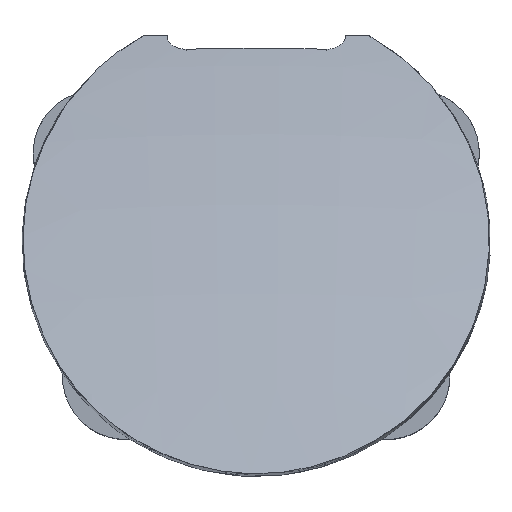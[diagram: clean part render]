
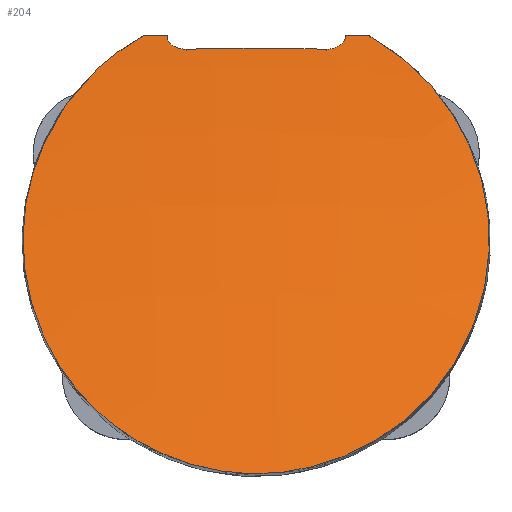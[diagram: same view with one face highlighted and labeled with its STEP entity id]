
A CAD part, top view. The second image highlights one B-rep face of the part: STEP entity #204.
In plain terms, the highlighted toroidal (fillet/blend) face has major radius 25.6 mm and minor radius 25 mm.
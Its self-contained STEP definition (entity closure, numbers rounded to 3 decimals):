
#49=TOROIDAL_SURFACE('',#1203,25.6,25.);
#93=CIRCLE('',#1199,45.833);
#204=ADVANCED_FACE('',(#283),#49,.T.);
#283=FACE_OUTER_BOUND('',#346,.T.);
#346=EDGE_LOOP('',(#657,#658,#659,#660,#661,#662,#663,#664));
#657=ORIENTED_EDGE('',*,*,#930,.F.);
#658=ORIENTED_EDGE('',*,*,#961,.F.);
#659=ORIENTED_EDGE('',*,*,#926,.F.);
#660=ORIENTED_EDGE('',*,*,#976,.F.);
#661=ORIENTED_EDGE('',*,*,#982,.T.);
#662=ORIENTED_EDGE('',*,*,#978,.T.);
#663=ORIENTED_EDGE('',*,*,#839,.T.);
#664=ORIENTED_EDGE('',*,*,#981,.F.);
#719=VERTEX_POINT('',#1838);
#720=VERTEX_POINT('',#1839);
#784=VERTEX_POINT('',#2375);
#785=VERTEX_POINT('',#2377);
#787=VERTEX_POINT('',#2385);
#789=VERTEX_POINT('',#2392);
#796=VERTEX_POINT('',#3100);
#797=VERTEX_POINT('',#3114);
#839=EDGE_CURVE('',#719,#720,#1013,.T.);
#926=EDGE_CURVE('',#785,#784,#1075,.T.);
#930=EDGE_CURVE('',#789,#787,#1077,.T.);
#961=EDGE_CURVE('',#784,#789,#1103,.T.);
#976=EDGE_CURVE('',#796,#785,#1116,.T.);
#978=EDGE_CURVE('',#797,#719,#93,.T.);
#981=EDGE_CURVE('',#787,#720,#1119,.T.);
#982=EDGE_CURVE('',#796,#797,#1120,.T.);
#1013=B_SPLINE_CURVE_WITH_KNOTS('',3,(#1822,#1823,#1824,#1825,#1826,#1827,
#1828,#1829,#1830,#1831,#1832,#1833,#1834,#1835,#1836,#1837),
 .UNSPECIFIED.,.F.,.F.,(4,3,3,3,3,4),(0.,0.17,0.338,
0.517,0.727,1.),.UNSPECIFIED.);
#1075=B_SPLINE_CURVE_WITH_KNOTS('',3,(#2378,#2379,#2380,#2381),
 .UNSPECIFIED.,.F.,.F.,(4,4),(0.,1.),.UNSPECIFIED.);
#1077=B_SPLINE_CURVE_WITH_KNOTS('',3,(#2393,#2394,#2395,#2396),
 .UNSPECIFIED.,.F.,.F.,(4,4),(0.,1.),.UNSPECIFIED.);
#1103=B_SPLINE_CURVE_WITH_KNOTS('',3,(#2750,#2751,#2752,#2753,#2754,#2755,
#2756,#2757,#2758,#2759,#2760,#2761,#2762,#2763,#2764,#2765,#2766,#2767),
 .UNSPECIFIED.,.F.,.F.,(4,2,2,2,2,2,2,2,4),(0.,0.125,0.25,0.375,0.5,0.625,
0.75,0.875,1.),.UNSPECIFIED.);
#1116=B_SPLINE_CURVE_WITH_KNOTS('',3,(#3101,#3102,#3103,#3104),
 .UNSPECIFIED.,.F.,.F.,(4,4),(0.,1.),.UNSPECIFIED.);
#1119=B_SPLINE_CURVE_WITH_KNOTS('',3,(#3190,#3191,#3192,#3193),
 .UNSPECIFIED.,.F.,.F.,(4,4),(0.,1.),.UNSPECIFIED.);
#1120=B_SPLINE_CURVE_WITH_KNOTS('',3,(#3195,#3196,#3197,#3198,#3199,#3200,
#3201,#3202,#3203,#3204,#3205,#3206,#3207,#3208,#3209,#3210),
 .UNSPECIFIED.,.F.,.F.,(4,3,3,3,3,4),(0.,0.301,0.538,
0.733,0.929,1.),.UNSPECIFIED.);
#1199=AXIS2_PLACEMENT_3D('',#3113,#1353,#1354);
#1203=AXIS2_PLACEMENT_3D('',#3212,#1362,#1363);
#1353=DIRECTION('',(0.,0.,1.));
#1354=DIRECTION('',(-0.707,-0.707,0.));
#1362=DIRECTION('',(0.,0.,-1.));
#1363=DIRECTION('',(0.707,-0.707,0.));
#1822=CARTESIAN_POINT('',(-1.151,3.556,3.));
#1823=CARTESIAN_POINT('',(-1.18,3.556,3.));
#1824=CARTESIAN_POINT('',(-1.209,3.558,2.996));
#1825=CARTESIAN_POINT('',(-1.236,3.563,2.988));
#1826=CARTESIAN_POINT('',(-1.263,3.568,2.98));
#1827=CARTESIAN_POINT('',(-1.289,3.576,2.968));
#1828=CARTESIAN_POINT('',(-1.312,3.586,2.953));
#1829=CARTESIAN_POINT('',(-1.336,3.596,2.938));
#1830=CARTESIAN_POINT('',(-1.357,3.609,2.92));
#1831=CARTESIAN_POINT('',(-1.375,3.623,2.9));
#1832=CARTESIAN_POINT('',(-1.396,3.639,2.876));
#1833=CARTESIAN_POINT('',(-1.413,3.658,2.849));
#1834=CARTESIAN_POINT('',(-1.425,3.677,2.822));
#1835=CARTESIAN_POINT('',(-1.441,3.702,2.786));
#1836=CARTESIAN_POINT('',(-1.45,3.729,2.748));
#1837=CARTESIAN_POINT('',(-1.451,3.755,2.71));
#1838=CARTESIAN_POINT('',(-1.151,3.556,3.));
#1839=CARTESIAN_POINT('',(-1.451,3.755,2.71));
#2375=CARTESIAN_POINT('',(1.743,3.77,2.671));
#2377=CARTESIAN_POINT('',(1.37,3.77,2.69));
#2378=CARTESIAN_POINT('',(1.37,3.77,2.69));
#2379=CARTESIAN_POINT('',(1.494,3.77,2.684));
#2380=CARTESIAN_POINT('',(1.619,3.77,2.678));
#2381=CARTESIAN_POINT('',(1.743,3.77,2.671));
#2385=CARTESIAN_POINT('',(-1.452,3.77,2.69));
#2392=CARTESIAN_POINT('',(-1.825,3.77,2.671));
#2393=CARTESIAN_POINT('',(-1.825,3.77,2.671));
#2394=CARTESIAN_POINT('',(-1.701,3.77,2.678));
#2395=CARTESIAN_POINT('',(-1.576,3.77,2.684));
#2396=CARTESIAN_POINT('',(-1.452,3.77,2.69));
#2750=CARTESIAN_POINT('',(1.743,3.77,2.671));
#2751=CARTESIAN_POINT('',(2.487,3.356,3.22));
#2752=CARTESIAN_POINT('',(2.974,2.776,3.94));
#2753=CARTESIAN_POINT('',(3.595,1.489,5.373));
#2754=CARTESIAN_POINT('',(3.714,0.77,6.102));
#2755=CARTESIAN_POINT('',(3.52,-0.7,7.454));
#2756=CARTESIAN_POINT('',(3.187,-1.475,8.095));
#2757=CARTESIAN_POINT('',(1.927,-2.732,9.06));
#2758=CARTESIAN_POINT('',(0.95,-3.183,9.37));
#2759=CARTESIAN_POINT('',(-1.077,-3.17,9.361));
#2760=CARTESIAN_POINT('',(-2.036,-2.713,9.046));
#2761=CARTESIAN_POINT('',(-3.28,-1.458,8.082));
#2762=CARTESIAN_POINT('',(-3.608,-0.68,7.437));
#2763=CARTESIAN_POINT('',(-3.796,0.787,6.085));
#2764=CARTESIAN_POINT('',(-3.67,1.505,5.356));
#2765=CARTESIAN_POINT('',(-3.055,2.777,3.939));
#2766=CARTESIAN_POINT('',(-2.576,3.353,3.224));
#2767=CARTESIAN_POINT('',(-1.825,3.77,2.671));
#3100=CARTESIAN_POINT('',(1.369,3.755,2.71));
#3101=CARTESIAN_POINT('',(1.369,3.755,2.71));
#3102=CARTESIAN_POINT('',(1.369,3.76,2.703));
#3103=CARTESIAN_POINT('',(1.37,3.765,2.697));
#3104=CARTESIAN_POINT('',(1.37,3.77,2.69));
#3113=CARTESIAN_POINT('',(-0.041,-42.263,3.));
#3114=CARTESIAN_POINT('',(1.069,3.556,3.));
#3190=CARTESIAN_POINT('',(-1.452,3.77,2.69));
#3191=CARTESIAN_POINT('',(-1.452,3.765,2.697));
#3192=CARTESIAN_POINT('',(-1.451,3.76,2.703));
#3193=CARTESIAN_POINT('',(-1.451,3.755,2.71));
#3195=CARTESIAN_POINT('',(1.369,3.755,2.71));
#3196=CARTESIAN_POINT('',(1.368,3.726,2.752));
#3197=CARTESIAN_POINT('',(1.357,3.696,2.794));
#3198=CARTESIAN_POINT('',(1.338,3.669,2.833));
#3199=CARTESIAN_POINT('',(1.323,3.648,2.863));
#3200=CARTESIAN_POINT('',(1.302,3.628,2.892));
#3201=CARTESIAN_POINT('',(1.276,3.61,2.917));
#3202=CARTESIAN_POINT('',(1.254,3.596,2.938));
#3203=CARTESIAN_POINT('',(1.229,3.584,2.956));
#3204=CARTESIAN_POINT('',(1.2,3.575,2.97));
#3205=CARTESIAN_POINT('',(1.171,3.565,2.984));
#3206=CARTESIAN_POINT('',(1.139,3.559,2.994));
#3207=CARTESIAN_POINT('',(1.106,3.557,2.998));
#3208=CARTESIAN_POINT('',(1.094,3.556,2.999));
#3209=CARTESIAN_POINT('',(1.082,3.556,3.));
#3210=CARTESIAN_POINT('',(1.069,3.556,3.));
#3212=CARTESIAN_POINT('',(-0.041,-42.263,-11.685));
